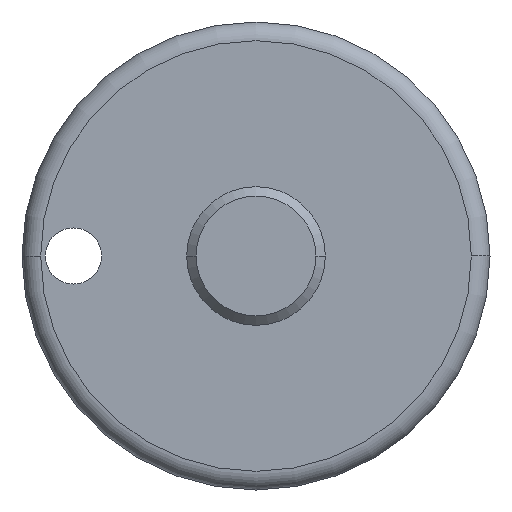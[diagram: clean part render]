
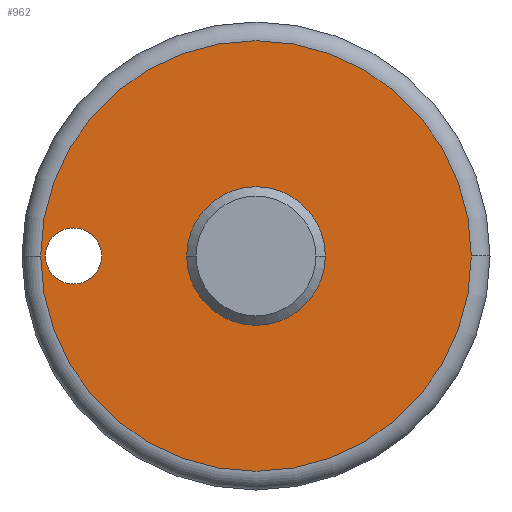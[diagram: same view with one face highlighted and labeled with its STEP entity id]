
A CAD part, left-side view. The second image highlights one B-rep face of the part: STEP entity #962.
In plain terms, the highlighted planar face has unit normal (-1, 0, 0).
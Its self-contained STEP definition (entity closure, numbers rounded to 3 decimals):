
#2 = VERTEX_POINT ( 'NONE', #845 ) ;
#24 = EDGE_CURVE ( 'NONE', #496, #504, #184, .T. ) ;
#26 = CARTESIAN_POINT ( 'NONE',  ( -48.681, 8.971, 0. ) ) ;
#31 = DIRECTION ( 'NONE',  ( 1., 0., 0. ) ) ;
#90 = AXIS2_PLACEMENT_3D ( 'NONE', #800, #735, #867 ) ;
#94 = DIRECTION ( 'NONE',  ( 0., 1., 0. ) ) ;
#170 = EDGE_CURVE ( 'NONE', #481, #2, #505, .T. ) ;
#184 = CIRCLE ( 'NONE', #1015, 11.5 ) ;
#191 = CARTESIAN_POINT ( 'NONE',  ( -48.681, 0.721, 0. ) ) ;
#217 = CIRCLE ( 'NONE', #886, 11.5 ) ;
#221 = ORIENTED_EDGE ( 'NONE', *, *, #780, .T. ) ;
#232 = EDGE_LOOP ( 'NONE', ( #336, #477 ) ) ;
#234 = ORIENTED_EDGE ( 'NONE', *, *, #725, .F. ) ;
#257 = CARTESIAN_POINT ( 'NONE',  ( -48.681, 12.221, 0. ) ) ;
#263 = CIRCLE ( 'NONE', #871, 3.7 ) ;
#264 = CIRCLE ( 'NONE', #716, 1.5 ) ;
#274 = CARTESIAN_POINT ( 'NONE',  ( -48.681, 0.721, 0. ) ) ;
#288 = DIRECTION ( 'NONE',  ( -1., 0., 0. ) ) ;
#290 = CIRCLE ( 'NONE', #503, 3.7 ) ;
#320 = VERTEX_POINT ( 'NONE', #367 ) ;
#330 = VERTEX_POINT ( 'NONE', #432 ) ;
#336 = ORIENTED_EDGE ( 'NONE', *, *, #24, .T. ) ;
#344 = CARTESIAN_POINT ( 'NONE',  ( -48.681, -10.779, 0. ) ) ;
#367 = CARTESIAN_POINT ( 'NONE',  ( -48.681, 4.421, 0. ) ) ;
#390 = PLANE ( 'NONE',  #90 ) ;
#410 = DIRECTION ( 'NONE',  ( 0., 1., 0. ) ) ;
#432 = CARTESIAN_POINT ( 'NONE',  ( -48.681, -2.979, 0. ) ) ;
#444 = EDGE_CURVE ( 'NONE', #504, #496, #217, .T. ) ;
#477 = ORIENTED_EDGE ( 'NONE', *, *, #444, .T. ) ;
#481 = VERTEX_POINT ( 'NONE', #26 ) ;
#491 = DIRECTION ( 'NONE',  ( -1., 0., 0. ) ) ;
#496 = VERTEX_POINT ( 'NONE', #257 ) ;
#503 = AXIS2_PLACEMENT_3D ( 'NONE', #639, #806, #801 ) ;
#504 = VERTEX_POINT ( 'NONE', #344 ) ;
#505 = CIRCLE ( 'NONE', #791, 1.5 ) ;
#548 = FACE_BOUND ( 'NONE', #1072, .T. ) ;
#550 = FACE_BOUND ( 'NONE', #1027, .T. ) ;
#596 = ORIENTED_EDGE ( 'NONE', *, *, #690, .F. ) ;
#639 = CARTESIAN_POINT ( 'NONE',  ( -48.681, 0.721, 0. ) ) ;
#690 = EDGE_CURVE ( 'NONE', #320, #330, #290, .T. ) ;
#716 = AXIS2_PLACEMENT_3D ( 'NONE', #1014, #730, #94 ) ;
#725 = EDGE_CURVE ( 'NONE', #330, #320, #263, .T. ) ;
#730 = DIRECTION ( 'NONE',  ( 1., 0., 0. ) ) ;
#735 = DIRECTION ( 'NONE',  ( 1., 0., 0. ) ) ;
#771 = CARTESIAN_POINT ( 'NONE',  ( -48.681, 10.471, 0. ) ) ;
#780 = EDGE_CURVE ( 'NONE', #2, #481, #264, .T. ) ;
#789 = CARTESIAN_POINT ( 'NONE',  ( -48.681, 0.721, 0. ) ) ;
#791 = AXIS2_PLACEMENT_3D ( 'NONE', #771, #31, #410 ) ;
#800 = CARTESIAN_POINT ( 'NONE',  ( -48.681, 13.221, 0. ) ) ;
#801 = DIRECTION ( 'NONE',  ( 0., -1., 0. ) ) ;
#806 = DIRECTION ( 'NONE',  ( -1., 0., 0. ) ) ;
#845 = CARTESIAN_POINT ( 'NONE',  ( -48.681, 11.971, 0. ) ) ;
#867 = DIRECTION ( 'NONE',  ( 0., 1., 0. ) ) ;
#871 = AXIS2_PLACEMENT_3D ( 'NONE', #191, #1009, #904 ) ;
#886 = AXIS2_PLACEMENT_3D ( 'NONE', #789, #491, #916 ) ;
#904 = DIRECTION ( 'NONE',  ( 0., -1., 0. ) ) ;
#916 = DIRECTION ( 'NONE',  ( 0., 1., 0. ) ) ;
#948 = FACE_OUTER_BOUND ( 'NONE', #232, .T. ) ;
#962 = ADVANCED_FACE ( 'NONE', ( #548, #948, #550 ), #390, .F. ) ;
#970 = DIRECTION ( 'NONE',  ( 0., 1., 0. ) ) ;
#1009 = DIRECTION ( 'NONE',  ( -1., 0., 0. ) ) ;
#1014 = CARTESIAN_POINT ( 'NONE',  ( -48.681, 10.471, 0. ) ) ;
#1015 = AXIS2_PLACEMENT_3D ( 'NONE', #274, #288, #970 ) ;
#1027 = EDGE_LOOP ( 'NONE', ( #234, #596 ) ) ;
#1072 = EDGE_LOOP ( 'NONE', ( #221, #1079 ) ) ;
#1079 = ORIENTED_EDGE ( 'NONE', *, *, #170, .T. ) ;
